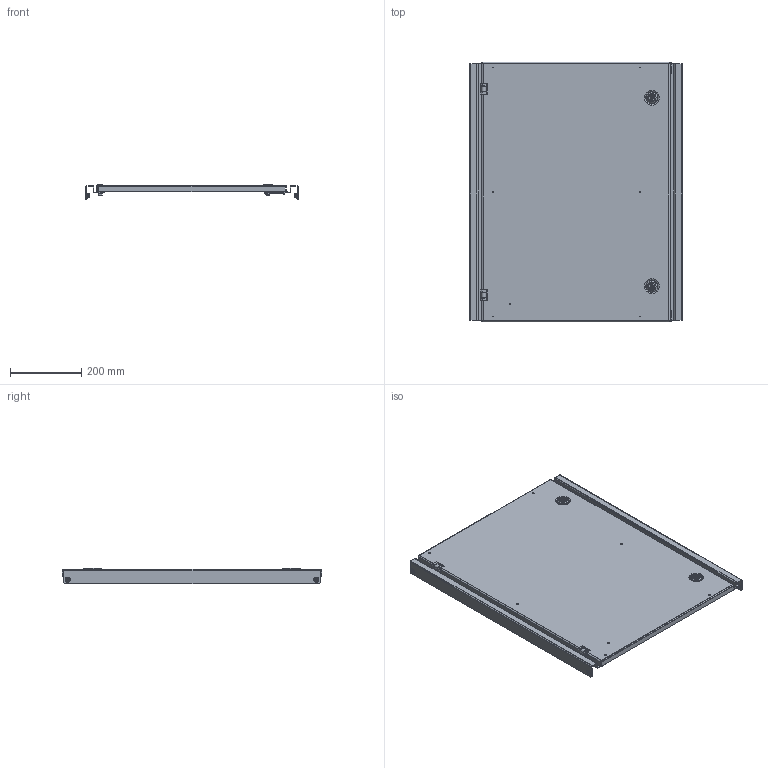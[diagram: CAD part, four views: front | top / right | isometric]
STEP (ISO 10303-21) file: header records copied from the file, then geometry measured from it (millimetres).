
FILE_DESCRIPTION (( 'STEP AP203' ), '1' );
FILE_NAME ('U8017806002 Êîìïëåêò äëÿ óñòàíîâêè âíóòðåííåé äâåðêè UC2 80.60 (000.801.245-14).STEP', '2022-04-29T06:52:20', ( '' ), ( '' ), 'SwSTEP 2.0', 'SolidWorks 2017', '' );
FILE_SCHEMA (( 'CONFIG_CONTROL_DESIGN' ));
Length unit declared in the file: millimetre
Products named in the file (19): øòûðü; Øïèëüêà çàçåìëåíèÿ CKF CS_Œ6å16; 000.207.194 Äâåðêà âíóòðåííÿÿ UC2_14 (80.60); 鎔艜_17473_M6x12; U8017806002 Êîìïëåêò äëÿ óñòàíîâêè âíóòðåííåé äâåðêè UC2 80.60 (000.801.245-14); 鍔錓_7798_M6x8; 012-1803 眈翴錪 鳱歑膱_14 (80.60); 扻豵鵨_п-1; ïîëóïåòëÿ âíåøíÿÿ; hex flange nut_din_Hexagon Flange Nut DIN 6923 - M6 - N; ïîëóïåòëÿ âíóòðåííÿÿ; Øïèëüêà ðåçüáîâàÿ Ì6_Œ5å12; 嵑殧趌11371_6; Ïåòëÿ óãëîâàÿ äëÿ øêàôîâ UC USOLA_§ ªàëâ®; 044-82 逄闉 鳱歑膱; 063 1-1-01-37 Çàìîê ïîä àíãëèéñêèé êëþ÷ Mesan_00; ч瀁禬п-1_00; 嵑殧趌6402_6; 026-745 赶鎀鍧_05 (800)
Assembly tree (34 placements, depth 3):
  U8017806002 Êîìïëåêò äëÿ óñòàíîâêè âíóòðåííåé äâåðêè UC2 80.60 (000.801.245-14)
    000.207.194 Äâåðêà âíóòðåííÿÿ UC2_14 (80.60)
      012-1803 眈翴錪 鳱歑膱_14 (80.60)
      Øïèëüêà çàçåìëåíèÿ CKF CS_Œ6å16
      Øïèëüêà ðåçüáîâàÿ Ì6_Œ5å12  x6
    026-745 赶鎀鍧_05 (800)  x2
    hex flange nut_din_Hexagon Flange Nut DIN 6923 - M6 - N  x4
    Ïåòëÿ óãëîâàÿ äëÿ øêàôîâ UC USOLA_§ ªàëâ®  x2
      ïîëóïåòëÿ âíåøíÿÿ
      ïîëóïåòëÿ âíóòðåííÿÿ
      øòûðü
    鍔錓_7798_M6x8  x2
    嵑殧趌11371_6  x2
    嵑殧趌6402_6  x2
    063 1-1-01-37 Çàìîê ïîä àíãëèéñêèé êëþ÷ Mesan_00  x2
      扻豵鵨_п-1
      ч瀁禬п-1_00
      嵑殧趌11371_6
      鎔艜_17473_M6x12
    044-82 逄闉 鳱歑膱  x2
Bounding box: 597.75 x 730 x 42.5 mm (x, y, z)
Volume: 1130917.4 mm3; surface area: 1214988.7 mm2
Topology: 36 solids, 38 shells, 1031 faces, 2378 edges, 1482 vertices
Faces by surface type: plane 503, cylinder 318, cone 110, torus 56, bspline 40, sphere 4
Entity records: 18416 total; most frequent: CARTESIAN_POINT 3482, DIRECTION 2739, ORIENTED_EDGE 2482, EDGE_CURVE 1241, AXIS2_PLACEMENT_3D 1013, VERTEX_POINT 778, LINE 713, VECTOR 713
